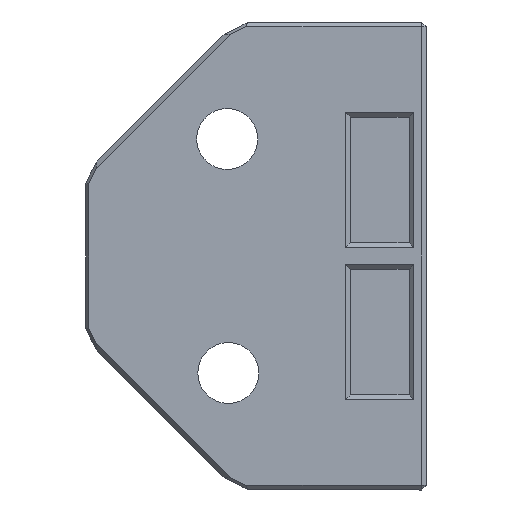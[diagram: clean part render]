
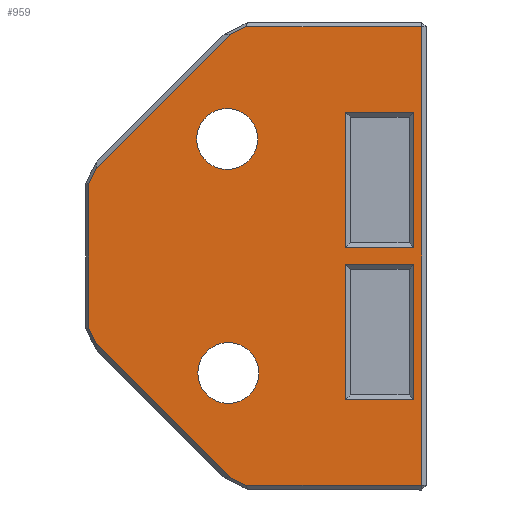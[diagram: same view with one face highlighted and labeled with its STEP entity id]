
A CAD part, front view. The second image highlights one B-rep face of the part: STEP entity #959.
In plain terms, the highlighted planar face has unit normal (0, -1, 0).
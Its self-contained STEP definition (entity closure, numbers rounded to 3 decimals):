
#28=CIRCLE('',#1030,1.6);
#29=CIRCLE('',#1031,1.6);
#37=FACE_BOUND('',#106,.T.);
#38=FACE_BOUND('',#107,.T.);
#39=FACE_BOUND('',#108,.T.);
#40=FACE_BOUND('',#109,.T.);
#49=FACE_OUTER_BOUND('',#105,.T.);
#105=EDGE_LOOP('',(#649,#650,#651,#652,#653,#654,#655,#656,#657,#658));
#106=EDGE_LOOP('',(#659,#660,#661,#662));
#107=EDGE_LOOP('',(#663));
#108=EDGE_LOOP('',(#664));
#109=EDGE_LOOP('',(#665,#666,#667,#668));
#161=LINE('',#1371,#281);
#165=LINE('',#1379,#285);
#168=LINE('',#1385,#288);
#172=LINE('',#1391,#292);
#178=LINE('',#1405,#298);
#179=LINE('',#1407,#299);
#180=LINE('',#1409,#300);
#181=LINE('',#1411,#301);
#182=LINE('',#1413,#302);
#183=LINE('',#1415,#303);
#184=LINE('',#1417,#304);
#185=LINE('',#1419,#305);
#186=LINE('',#1421,#306);
#187=LINE('',#1422,#307);
#188=LINE('',#1425,#308);
#189=LINE('',#1427,#309);
#190=LINE('',#1429,#310);
#191=LINE('',#1430,#311);
#281=VECTOR('',#1101,10.);
#285=VECTOR('',#1107,10.);
#288=VECTOR('',#1112,10.);
#292=VECTOR('',#1118,10.);
#298=VECTOR('',#1130,10.);
#299=VECTOR('',#1131,10.);
#300=VECTOR('',#1132,10.);
#301=VECTOR('',#1133,10.);
#302=VECTOR('',#1134,10.);
#303=VECTOR('',#1135,10.);
#304=VECTOR('',#1136,10.);
#305=VECTOR('',#1137,10.);
#306=VECTOR('',#1138,10.);
#307=VECTOR('',#1139,10.);
#308=VECTOR('',#1140,10.);
#309=VECTOR('',#1141,10.);
#310=VECTOR('',#1142,10.);
#311=VECTOR('',#1143,10.);
#401=VERTEX_POINT('',#1369);
#402=VERTEX_POINT('',#1370);
#405=VERTEX_POINT('',#1378);
#407=VERTEX_POINT('',#1384);
#412=VERTEX_POINT('',#1403);
#413=VERTEX_POINT('',#1404);
#414=VERTEX_POINT('',#1406);
#415=VERTEX_POINT('',#1408);
#416=VERTEX_POINT('',#1410);
#417=VERTEX_POINT('',#1412);
#418=VERTEX_POINT('',#1414);
#419=VERTEX_POINT('',#1416);
#420=VERTEX_POINT('',#1418);
#421=VERTEX_POINT('',#1420);
#422=VERTEX_POINT('',#1423);
#423=VERTEX_POINT('',#1424);
#424=VERTEX_POINT('',#1426);
#425=VERTEX_POINT('',#1428);
#426=VERTEX_POINT('',#1431);
#427=VERTEX_POINT('',#1433);
#487=EDGE_CURVE('',#401,#402,#161,.T.);
#491=EDGE_CURVE('',#402,#405,#165,.T.);
#494=EDGE_CURVE('',#405,#407,#168,.T.);
#498=EDGE_CURVE('',#407,#401,#172,.T.);
#504=EDGE_CURVE('',#412,#413,#178,.T.);
#505=EDGE_CURVE('',#414,#412,#179,.T.);
#506=EDGE_CURVE('',#415,#414,#180,.T.);
#507=EDGE_CURVE('',#416,#415,#181,.T.);
#508=EDGE_CURVE('',#417,#416,#182,.T.);
#509=EDGE_CURVE('',#418,#417,#183,.T.);
#510=EDGE_CURVE('',#419,#418,#184,.T.);
#511=EDGE_CURVE('',#420,#419,#185,.T.);
#512=EDGE_CURVE('',#421,#420,#186,.T.);
#513=EDGE_CURVE('',#413,#421,#187,.T.);
#514=EDGE_CURVE('',#422,#423,#188,.T.);
#515=EDGE_CURVE('',#424,#422,#189,.T.);
#516=EDGE_CURVE('',#425,#424,#190,.T.);
#517=EDGE_CURVE('',#423,#425,#191,.T.);
#518=EDGE_CURVE('',#426,#426,#28,.T.);
#519=EDGE_CURVE('',#427,#427,#29,.T.);
#649=ORIENTED_EDGE('',*,*,#504,.F.);
#650=ORIENTED_EDGE('',*,*,#505,.F.);
#651=ORIENTED_EDGE('',*,*,#506,.F.);
#652=ORIENTED_EDGE('',*,*,#507,.F.);
#653=ORIENTED_EDGE('',*,*,#508,.F.);
#654=ORIENTED_EDGE('',*,*,#509,.F.);
#655=ORIENTED_EDGE('',*,*,#510,.F.);
#656=ORIENTED_EDGE('',*,*,#511,.F.);
#657=ORIENTED_EDGE('',*,*,#512,.F.);
#658=ORIENTED_EDGE('',*,*,#513,.F.);
#659=ORIENTED_EDGE('',*,*,#514,.F.);
#660=ORIENTED_EDGE('',*,*,#515,.F.);
#661=ORIENTED_EDGE('',*,*,#516,.F.);
#662=ORIENTED_EDGE('',*,*,#517,.F.);
#663=ORIENTED_EDGE('',*,*,#518,.T.);
#664=ORIENTED_EDGE('',*,*,#519,.T.);
#665=ORIENTED_EDGE('',*,*,#487,.F.);
#666=ORIENTED_EDGE('',*,*,#498,.F.);
#667=ORIENTED_EDGE('',*,*,#494,.F.);
#668=ORIENTED_EDGE('',*,*,#491,.F.);
#907=PLANE('',#1029);
#959=ADVANCED_FACE('',(#49,#37,#38,#39,#40),#907,.F.);
#1029=AXIS2_PLACEMENT_3D('',#1402,#1128,#1129);
#1030=AXIS2_PLACEMENT_3D('',#1432,#1144,#1145);
#1031=AXIS2_PLACEMENT_3D('',#1434,#1146,#1147);
#1101=DIRECTION('',(1.,0.,0.));
#1107=DIRECTION('',(0.,0.,1.));
#1112=DIRECTION('',(-1.,0.,0.));
#1118=DIRECTION('',(0.,0.,-1.));
#1128=DIRECTION('center_axis',(0.,1.,0.));
#1129=DIRECTION('ref_axis',(-1.,0.,0.));
#1130=DIRECTION('',(1.,0.,0.));
#1131=DIRECTION('',(0.894,0.,0.447));
#1132=DIRECTION('',(0.707,0.,0.707));
#1133=DIRECTION('',(0.447,0.,0.894));
#1134=DIRECTION('',(0.,0.,1.));
#1135=DIRECTION('',(-0.447,0.,0.894));
#1136=DIRECTION('',(-0.707,0.,0.707));
#1137=DIRECTION('',(-0.894,0.,0.447));
#1138=DIRECTION('',(-1.,0.,0.));
#1139=DIRECTION('',(0.,0.,-1.));
#1140=DIRECTION('',(1.,0.,0.));
#1141=DIRECTION('',(0.,0.,-1.));
#1142=DIRECTION('',(-1.,0.,0.));
#1143=DIRECTION('',(0.,0.,1.));
#1144=DIRECTION('center_axis',(0.,1.,0.));
#1145=DIRECTION('ref_axis',(-1.,0.,0.));
#1146=DIRECTION('center_axis',(0.,1.,0.));
#1147=DIRECTION('ref_axis',(-1.,0.,0.));
#1369=CARTESIAN_POINT('',(6.25,7.5,-11.649));
#1370=CARTESIAN_POINT('',(9.85,7.5,-11.649));
#1371=CARTESIAN_POINT('',(5.55,7.5,-11.649));
#1378=CARTESIAN_POINT('',(9.85,7.5,-4.549));
#1379=CARTESIAN_POINT('',(9.85,7.5,-4.449));
#1384=CARTESIAN_POINT('',(6.25,7.5,-4.549));
#1385=CARTESIAN_POINT('',(4.,7.5,-4.549));
#1391=CARTESIAN_POINT('',(6.25,7.5,-7.749));
#1402=CARTESIAN_POINT('Origin',(1.5,7.5,-4.099));
#1403=CARTESIAN_POINT('',(1.009,7.5,7.951));
#1404=CARTESIAN_POINT('',(10.25,7.5,7.951));
#1405=CARTESIAN_POINT('',(-3.,7.5,7.951));
#1406=CARTESIAN_POINT('',(0.199,7.5,7.546));
#1407=CARTESIAN_POINT('',(-2.908,7.5,5.992));
#1408=CARTESIAN_POINT('',(-6.845,7.5,0.502));
#1409=CARTESIAN_POINT('',(-4.148,7.5,3.199));
#1410=CARTESIAN_POINT('',(-7.25,7.5,-0.308));
#1411=CARTESIAN_POINT('',(-6.979,7.5,0.234));
#1412=CARTESIAN_POINT('',(-7.25,7.5,-7.891));
#1413=CARTESIAN_POINT('',(-7.25,7.5,-8.712));
#1414=CARTESIAN_POINT('',(-6.845,7.5,-8.701));
#1415=CARTESIAN_POINT('',(-6.364,7.5,-9.662));
#1416=CARTESIAN_POINT('',(0.199,7.5,-15.744));
#1417=CARTESIAN_POINT('',(-4.148,7.5,-11.397));
#1418=CARTESIAN_POINT('',(1.009,7.5,-16.149));
#1419=CARTESIAN_POINT('',(-2.008,7.5,-14.641));
#1420=CARTESIAN_POINT('',(10.25,7.5,-16.149));
#1421=CARTESIAN_POINT('',(6.,7.5,-16.149));
#1422=CARTESIAN_POINT('',(10.25,7.5,2.051));
#1423=CARTESIAN_POINT('',(6.25,7.5,-3.649));
#1424=CARTESIAN_POINT('',(9.85,7.5,-3.649));
#1425=CARTESIAN_POINT('',(5.55,7.5,-3.649));
#1426=CARTESIAN_POINT('',(6.25,7.5,3.451));
#1427=CARTESIAN_POINT('',(6.25,7.5,-3.749));
#1428=CARTESIAN_POINT('',(9.85,7.5,3.451));
#1429=CARTESIAN_POINT('',(4.,7.5,3.451));
#1430=CARTESIAN_POINT('',(9.85,7.5,-0.449));
#1431=CARTESIAN_POINT('',(1.693,7.5,-10.249));
#1432=CARTESIAN_POINT('Origin',(0.093,7.5,-10.249));
#1433=CARTESIAN_POINT('',(1.631,7.5,2.051));
#1434=CARTESIAN_POINT('Origin',(0.031,7.5,2.051));
